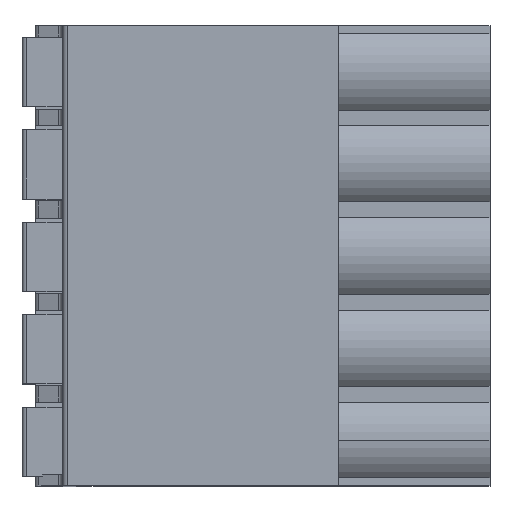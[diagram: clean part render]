
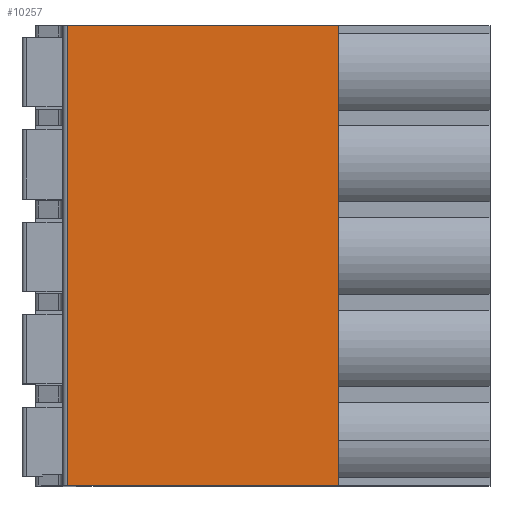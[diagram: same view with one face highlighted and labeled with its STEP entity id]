
A CAD part, top view. The second image highlights one B-rep face of the part: STEP entity #10257.
In plain terms, the highlighted planar face has unit normal (0, 0, 1).
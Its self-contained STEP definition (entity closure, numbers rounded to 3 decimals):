
#5=DIRECTION('',(1.,0.,0.));
#6=VECTOR('',#5,14.9);
#7=CARTESIAN_POINT('',(-10.719,0.,11.475));
#8=LINE('',#7,#6);
#419=DIRECTION('',(0.,-1.,0.));
#420=VECTOR('',#419,25.3);
#421=CARTESIAN_POINT('',(4.181,0.,11.475));
#422=LINE('',#421,#420);
#551=DIRECTION('',(1.,0.,0.));
#552=VECTOR('',#551,14.9);
#553=CARTESIAN_POINT('',(-10.719,-25.3,11.475));
#554=LINE('',#553,#552);
#3415=DIRECTION('',(0.,-1.,0.));
#3416=VECTOR('',#3415,25.3);
#3417=CARTESIAN_POINT('',(-10.719,0.,11.475));
#3418=LINE('',#3417,#3416);
#4446=CARTESIAN_POINT('',(-10.719,0.,11.475));
#4447=VERTEX_POINT('',#4446);
#4448=CARTESIAN_POINT('',(4.181,0.,11.475));
#4449=VERTEX_POINT('',#4448);
#4478=CARTESIAN_POINT('',(-10.719,-25.3,11.475));
#4479=VERTEX_POINT('',#4478);
#4480=CARTESIAN_POINT('',(4.181,-25.3,11.475));
#4481=VERTEX_POINT('',#4480);
#10246=CARTESIAN_POINT('',(-10.719,0.,11.475));
#10247=DIRECTION('',(0.,0.,1.));
#10248=DIRECTION('',(1.,0.,0.));
#10249=AXIS2_PLACEMENT_3D('',#10246,#10247,#10248);
#10250=PLANE('',#10249);
#10251=ORIENTED_EDGE('',*,*,#5815,.T.);
#10252=ORIENTED_EDGE('',*,*,#6259,.T.);
#10253=ORIENTED_EDGE('',*,*,#6325,.F.);
#10254=ORIENTED_EDGE('',*,*,#10239,.F.);
#10255=EDGE_LOOP('',(#10251,#10252,#10253,#10254));
#10256=FACE_OUTER_BOUND('',#10255,.F.);
#10257=ADVANCED_FACE('',(#10256),#10250,.T.);
#5815=EDGE_CURVE('',#4447,#4449,#8,.T.);
#6259=EDGE_CURVE('',#4449,#4481,#422,.T.);
#6325=EDGE_CURVE('',#4479,#4481,#554,.T.);
#10239=EDGE_CURVE('',#4447,#4479,#3418,.T.);
